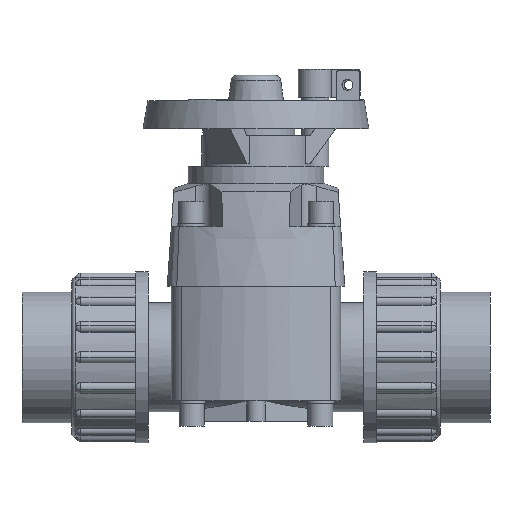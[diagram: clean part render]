
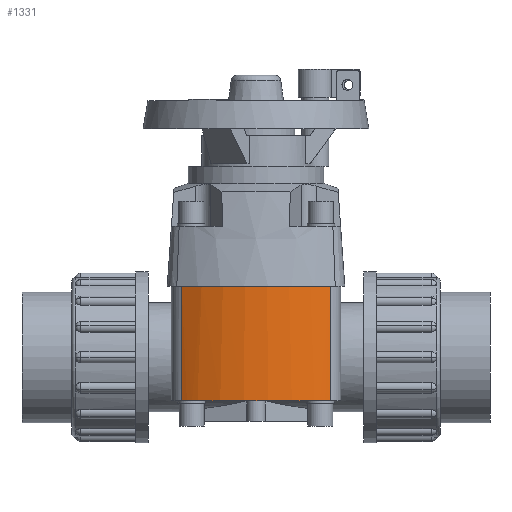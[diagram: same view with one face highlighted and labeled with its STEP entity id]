
A CAD part, front view. The second image highlights one B-rep face of the part: STEP entity #1331.
In plain terms, the highlighted cylindrical face has radius 85.8 mm (diameter 171.6 mm), a partial arc.
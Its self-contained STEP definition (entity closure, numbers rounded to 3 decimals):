
#1331=ADVANCED_FACE('',(#2718),#2719,.T.);
#2718=FACE_OUTER_BOUND('',#4136,.T.);
#2719=CYLINDRICAL_SURFACE('',#4137,85.8);
#4136=EDGE_LOOP('',(#8139,#8140,#8141,#8142,#8143,#8144));
#4137=AXIS2_PLACEMENT_3D('',#8145,#8146,#8147);
#8139=ORIENTED_EDGE('',*,*,#9757,.T.);
#8140=ORIENTED_EDGE('',*,*,#9998,.T.);
#8141=ORIENTED_EDGE('',*,*,#9734,.T.);
#8142=ORIENTED_EDGE('',*,*,#9964,.F.);
#8143=ORIENTED_EDGE('',*,*,#9770,.T.);
#8144=ORIENTED_EDGE('',*,*,#9996,.T.);
#8145=CARTESIAN_POINT('',(0.,29.7,42.81));
#8146=DIRECTION('',(0.0,0.0,-1.0));
#8147=DIRECTION('',(0.522,-0.853,0.0));
#9734=EDGE_CURVE('',#10482,#12042,#12043,.T.);
#9757=EDGE_CURVE('',#12066,#10440,#12068,.T.);
#9770=EDGE_CURVE('',#12092,#12090,#12093,.T.);
#9964=EDGE_CURVE('',#12092,#12042,#12329,.T.);
#9996=EDGE_CURVE('',#12090,#12066,#12367,.T.);
#9998=EDGE_CURVE('',#10440,#10482,#12369,.T.);
#10440=VERTEX_POINT('',#13074);
#10482=VERTEX_POINT('',#13124);
#12042=VERTEX_POINT('',#16371);
#12043=CIRCLE('',#16372,85.8);
#12066=VERTEX_POINT('',#16395);
#12068=CIRCLE('',#16397,85.8);
#12090=VERTEX_POINT('',#16422);
#12092=VERTEX_POINT('',#16424);
#12093=CIRCLE('',#16425,85.8);
#12329=LINE('',#16865,#16866);
#12367=LINE('',#16925,#16926);
#12369=CIRCLE('',#16928,85.8);
#13074=CARTESIAN_POINT('',(-35.235,-48.531,-26.264));
#13124=CARTESIAN_POINT('',(35.235,-48.531,-26.264));
#16371=CARTESIAN_POINT('',(44.786,-43.484,-26.264));
#16372=AXIS2_PLACEMENT_3D('',#19008,#19009,#19010);
#16395=CARTESIAN_POINT('',(-44.786,-43.484,-26.264));
#16397=AXIS2_PLACEMENT_3D('',#19047,#19048,#19049);
#16422=CARTESIAN_POINT('',(-44.786,-43.484,42.81));
#16424=CARTESIAN_POINT('',(44.786,-43.484,42.81));
#16425=AXIS2_PLACEMENT_3D('',#19074,#19075,#19076);
#16865=CARTESIAN_POINT('',(44.786,-43.484,42.81));
#16866=VECTOR('',#19324,1.0);
#16925=CARTESIAN_POINT('',(-44.786,-43.484,42.81));
#16926=VECTOR('',#19360,1.0);
#16928=AXIS2_PLACEMENT_3D('',#19361,#19362,#19363);
#19008=CARTESIAN_POINT('',(0.,29.7,-26.264));
#19009=DIRECTION('',(-0.0,0.0,1.0));
#19010=DIRECTION('',(0.522,-0.853,0.0));
#19047=CARTESIAN_POINT('',(0.,29.7,-26.264));
#19048=DIRECTION('',(-0.0,0.0,1.0));
#19049=DIRECTION('',(0.522,-0.853,0.0));
#19074=CARTESIAN_POINT('',(0.,29.7,42.81));
#19075=DIRECTION('',(0.0,0.0,-1.0));
#19076=DIRECTION('',(0.522,-0.853,0.0));
#19324=DIRECTION('',(0.0,0.0,-1.0));
#19360=DIRECTION('',(0.0,0.0,-1.0));
#19361=CARTESIAN_POINT('',(0.,29.7,-26.264));
#19362=DIRECTION('',(-0.0,0.0,1.0));
#19363=DIRECTION('',(0.522,-0.853,0.0));
